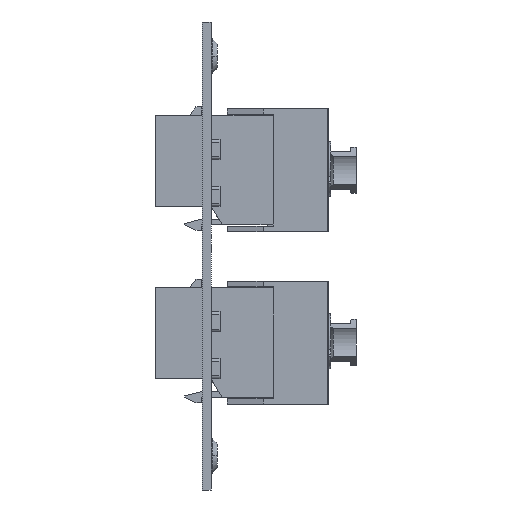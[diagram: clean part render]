
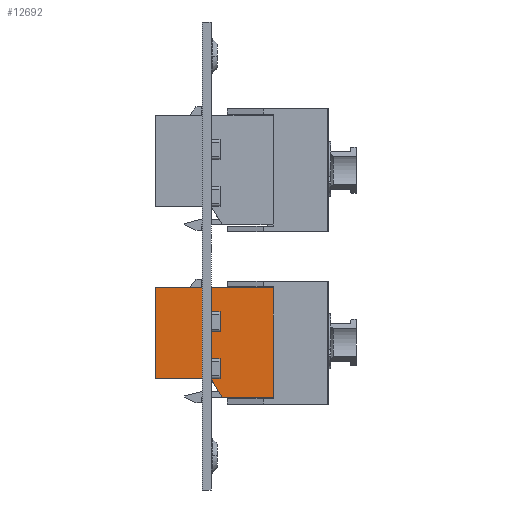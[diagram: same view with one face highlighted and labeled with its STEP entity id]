
A CAD part, left-side view. The second image highlights one B-rep face of the part: STEP entity #12692.
In plain terms, the highlighted face is planar.
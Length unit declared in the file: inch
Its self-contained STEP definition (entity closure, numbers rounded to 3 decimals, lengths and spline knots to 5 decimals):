
#191 = VECTOR ( 'NONE', #16470, 39.37008 ) ;
#350 = AXIS2_PLACEMENT_3D ( 'NONE', #8993, #931, #15494 ) ;
#363 = DIRECTION ( 'NONE',  ( 0., 0., -1. ) ) ;
#931 = DIRECTION ( 'NONE',  ( -1., 0., 0. ) ) ;
#1080 = EDGE_CURVE ( 'NONE', #10700, #11185, #10025, .T. ) ;
#1344 = LINE ( 'NONE', #9839, #17040 ) ;
#1938 = LINE ( 'NONE', #5117, #191 ) ;
#1978 = ORIENTED_EDGE ( 'NONE', *, *, #13530, .T. ) ;
#2208 = CARTESIAN_POINT ( 'NONE',  ( 0.285, 0.314, 0. ) ) ;
#2762 = LINE ( 'NONE', #6613, #12704 ) ;
#3079 = LINE ( 'NONE', #20853, #19801 ) ;
#3504 = EDGE_CURVE ( 'NONE', #12123, #9543, #16169, .T. ) ;
#3778 = CARTESIAN_POINT ( 'NONE',  ( 0.285, 0.314, 0. ) ) ;
#4540 = LINE ( 'NONE', #8542, #16965 ) ;
#4606 = ORIENTED_EDGE ( 'NONE', *, *, #13380, .F. ) ;
#4670 = CARTESIAN_POINT ( 'NONE',  ( 0.285, 0.175, 0.445 ) ) ;
#4802 = CARTESIAN_POINT ( 'NONE',  ( 0.285, -0.314, 0.868 ) ) ;
#4844 = DIRECTION ( 'NONE',  ( 0., 0.848, 0.53 ) ) ;
#5117 = CARTESIAN_POINT ( 'NONE',  ( 0.285, 0.314, 0.445 ) ) ;
#5484 = VERTEX_POINT ( 'NONE', #8758 ) ;
#5508 = DIRECTION ( 'NONE',  ( 0., 1., 0. ) ) ;
#5742 = LINE ( 'NONE', #7566, #8304 ) ;
#5789 = CARTESIAN_POINT ( 'NONE',  ( 0.285, -0.314, 0. ) ) ;
#5880 = VERTEX_POINT ( 'NONE', #9606 ) ;
#6113 = LINE ( 'NONE', #17147, #19583 ) ;
#6188 = VERTEX_POINT ( 'NONE', #18580 ) ;
#6443 = CARTESIAN_POINT ( 'NONE',  ( 0.285, 0.314, 0.385 ) ) ;
#6455 = VERTEX_POINT ( 'NONE', #13140 ) ;
#6613 = CARTESIAN_POINT ( 'NONE',  ( 0.285, 0.314, 0.382 ) ) ;
#6622 = CARTESIAN_POINT ( 'NONE',  ( 0.285, 0.175, 0.385 ) ) ;
#6783 = VERTEX_POINT ( 'NONE', #19542 ) ;
#6888 = DIRECTION ( 'NONE',  ( 0., 0., 1. ) ) ;
#7355 = LINE ( 'NONE', #13040, #10161 ) ;
#7414 = EDGE_LOOP ( 'NONE', ( #4606, #15356, #11799, #9364 ) ) ;
#7428 = DIRECTION ( 'NONE',  ( 0., -1., 0. ) ) ;
#7486 = ORIENTED_EDGE ( 'NONE', *, *, #3504, .T. ) ;
#7566 = CARTESIAN_POINT ( 'NONE',  ( 0.285, -0.314, 0.382 ) ) ;
#7568 = PLANE ( 'NONE',  #350 ) ;
#7704 = DIRECTION ( 'NONE',  ( 0., 0., -1. ) ) ;
#7850 = EDGE_CURVE ( 'NONE', #18850, #9543, #2762, .T. ) ;
#8006 = ORIENTED_EDGE ( 'NONE', *, *, #15638, .F. ) ;
#8047 = CARTESIAN_POINT ( 'NONE',  ( 0.285, 0.314, 0.445 ) ) ;
#8304 = VECTOR ( 'NONE', #7704, 39.37008 ) ;
#8535 = VERTEX_POINT ( 'NONE', #4802 ) ;
#8542 = CARTESIAN_POINT ( 'NONE',  ( 0.285, -0.149, 0.385 ) ) ;
#8628 = EDGE_LOOP ( 'NONE', ( #7486, #15697, #1978, #18280, #8006, #17102 ) ) ;
#8758 = CARTESIAN_POINT ( 'NONE',  ( 0.285, 0.442, 0.868 ) ) ;
#8993 = CARTESIAN_POINT ( 'NONE',  ( 0.285, 0.314, 0.382 ) ) ;
#9033 = EDGE_CURVE ( 'NONE', #13228, #5880, #6113, .T. ) ;
#9071 = EDGE_CURVE ( 'NONE', #6188, #5484, #1344, .T. ) ;
#9364 = ORIENTED_EDGE ( 'NONE', *, *, #15363, .F. ) ;
#9543 = VERTEX_POINT ( 'NONE', #2208 ) ;
#9604 = VECTOR ( 'NONE', #11905, 39.37008 ) ;
#9606 = CARTESIAN_POINT ( 'NONE',  ( 0.285, -0.149, 0.445 ) ) ;
#9839 = CARTESIAN_POINT ( 'NONE',  ( 0.285, 0.442, 0.722 ) ) ;
#10025 = LINE ( 'NONE', #11615, #20150 ) ;
#10161 = VECTOR ( 'NONE', #4844, 39.37008 ) ;
#10469 = ORIENTED_EDGE ( 'NONE', *, *, #14712, .F. ) ;
#10542 = LINE ( 'NONE', #17239, #13832 ) ;
#10700 = VERTEX_POINT ( 'NONE', #6443 ) ;
#10867 = VECTOR ( 'NONE', #5508, 39.37008 ) ;
#11185 = VERTEX_POINT ( 'NONE', #8047 ) ;
#11218 = DIRECTION ( 'NONE',  ( 0., 1., 0. ) ) ;
#11242 = DIRECTION ( 'NONE',  ( 0., 1., 0. ) ) ;
#11362 = DIRECTION ( 'NONE',  ( 0., 0., 1. ) ) ;
#11590 = LINE ( 'NONE', #12879, #12104 ) ;
#11615 = CARTESIAN_POINT ( 'NONE',  ( 0.285, 0.314, 0.385 ) ) ;
#11799 = ORIENTED_EDGE ( 'NONE', *, *, #9033, .F. ) ;
#11905 = DIRECTION ( 'NONE',  ( 0., 1., 0. ) ) ;
#12104 = VECTOR ( 'NONE', #11242, 39.37008 ) ;
#12123 = VERTEX_POINT ( 'NONE', #5789 ) ;
#12511 = VERTEX_POINT ( 'NONE', #6622 ) ;
#12692 = ADVANCED_FACE ( 'NONE', ( #14062, #19628, #17582 ), #7568, .F. ) ;
#12704 = VECTOR ( 'NONE', #363, 39.37008 ) ;
#12879 = CARTESIAN_POINT ( 'NONE',  ( 0.285, 0.442, 0.868 ) ) ;
#13040 = CARTESIAN_POINT ( 'NONE',  ( 0.285, 0.314, 0.382 ) ) ;
#13140 = CARTESIAN_POINT ( 'NONE',  ( 0.285, -0.01, 0.385 ) ) ;
#13228 = VERTEX_POINT ( 'NONE', #17282 ) ;
#13380 = EDGE_CURVE ( 'NONE', #6783, #6455, #3079, .T. ) ;
#13530 = EDGE_CURVE ( 'NONE', #18850, #6188, #7355, .T. ) ;
#13832 = VECTOR ( 'NONE', #20206, 39.37008 ) ;
#14062 = FACE_BOUND ( 'NONE', #15912, .T. ) ;
#14712 = EDGE_CURVE ( 'NONE', #12511, #10700, #19945, .T. ) ;
#14966 = CARTESIAN_POINT ( 'NONE',  ( 0.285, 0.175, 0.385 ) ) ;
#15022 = EDGE_CURVE ( 'NONE', #11185, #18859, #1938, .T. ) ;
#15120 = VECTOR ( 'NONE', #18006, 39.37008 ) ;
#15356 = ORIENTED_EDGE ( 'NONE', *, *, #19781, .F. ) ;
#15363 = EDGE_CURVE ( 'NONE', #6455, #13228, #10542, .T. ) ;
#15494 = DIRECTION ( 'NONE',  ( 0., -1., 0. ) ) ;
#15638 = EDGE_CURVE ( 'NONE', #8535, #5484, #11590, .T. ) ;
#15697 = ORIENTED_EDGE ( 'NONE', *, *, #7850, .F. ) ;
#15779 = EDGE_CURVE ( 'NONE', #18859, #12511, #18412, .T. ) ;
#15912 = EDGE_LOOP ( 'NONE', ( #10469, #19137, #19966, #20171 ) ) ;
#16169 = LINE ( 'NONE', #3778, #9604 ) ;
#16348 = EDGE_CURVE ( 'NONE', #8535, #12123, #5742, .T. ) ;
#16470 = DIRECTION ( 'NONE',  ( 0., -1., 0. ) ) ;
#16474 = DIRECTION ( 'NONE',  ( 0., 0., -1. ) ) ;
#16965 = VECTOR ( 'NONE', #16474, 39.37008 ) ;
#17040 = VECTOR ( 'NONE', #11362, 39.37008 ) ;
#17102 = ORIENTED_EDGE ( 'NONE', *, *, #16348, .T. ) ;
#17147 = CARTESIAN_POINT ( 'NONE',  ( 0.285, -0.01, 0.445 ) ) ;
#17239 = CARTESIAN_POINT ( 'NONE',  ( 0.285, -0.01, 0.385 ) ) ;
#17282 = CARTESIAN_POINT ( 'NONE',  ( 0.285, -0.01, 0.445 ) ) ;
#17493 = CARTESIAN_POINT ( 'NONE',  ( 0.285, 0.314, 0.382 ) ) ;
#17582 = FACE_BOUND ( 'NONE', #7414, .T. ) ;
#18006 = DIRECTION ( 'NONE',  ( 0., 0., -1. ) ) ;
#18280 = ORIENTED_EDGE ( 'NONE', *, *, #9071, .T. ) ;
#18412 = LINE ( 'NONE', #14966, #15120 ) ;
#18580 = CARTESIAN_POINT ( 'NONE',  ( 0.285, 0.442, 0.462 ) ) ;
#18746 = CARTESIAN_POINT ( 'NONE',  ( 0.285, 0.314, 0.385 ) ) ;
#18850 = VERTEX_POINT ( 'NONE', #17493 ) ;
#18859 = VERTEX_POINT ( 'NONE', #4670 ) ;
#19137 = ORIENTED_EDGE ( 'NONE', *, *, #15779, .F. ) ;
#19542 = CARTESIAN_POINT ( 'NONE',  ( 0.285, -0.149, 0.385 ) ) ;
#19583 = VECTOR ( 'NONE', #7428, 39.37008 ) ;
#19628 = FACE_OUTER_BOUND ( 'NONE', #8628, .T. ) ;
#19781 = EDGE_CURVE ( 'NONE', #5880, #6783, #4540, .T. ) ;
#19801 = VECTOR ( 'NONE', #11218, 39.37008 ) ;
#19945 = LINE ( 'NONE', #18746, #10867 ) ;
#19966 = ORIENTED_EDGE ( 'NONE', *, *, #15022, .F. ) ;
#20150 = VECTOR ( 'NONE', #6888, 39.37008 ) ;
#20171 = ORIENTED_EDGE ( 'NONE', *, *, #1080, .F. ) ;
#20206 = DIRECTION ( 'NONE',  ( 0., 0., 1. ) ) ;
#20853 = CARTESIAN_POINT ( 'NONE',  ( 0.285, -0.01, 0.385 ) ) ;
